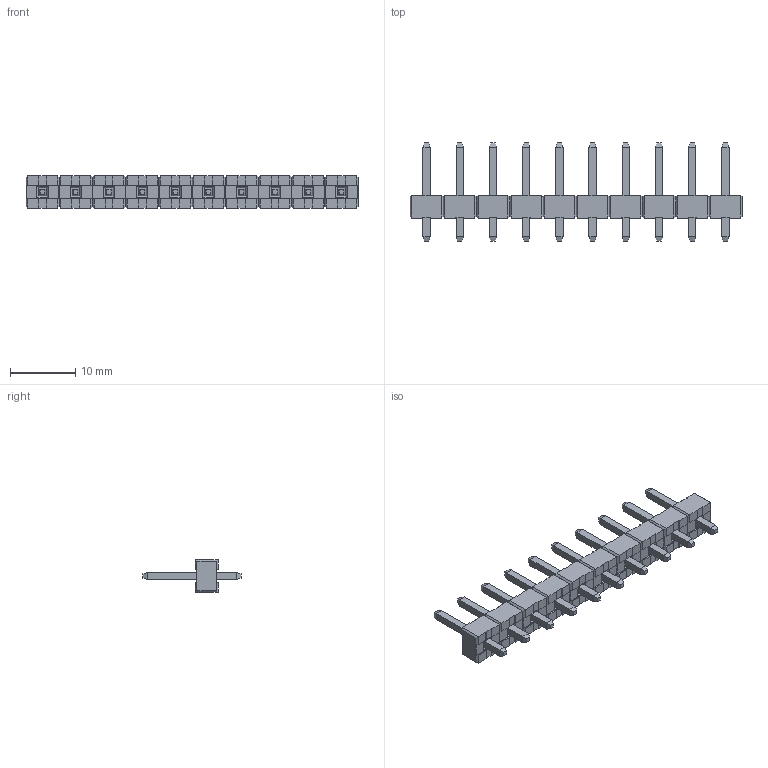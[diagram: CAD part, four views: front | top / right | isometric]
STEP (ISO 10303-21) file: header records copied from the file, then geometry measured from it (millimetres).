
FILE_DESCRIPTION( ('This file contains a STEP AP42 implementation' ,'as created by ZW3D STEP Interface translator.') ,'2;1' );
FILE_NAME( '1935-1110XXS150XXXX.stp' ,'23 321.1012 3', (''), ('ZWCAD Software Co.'), 'Version 1.0', 'ZW3D to STEP translator', '' );
FILE_SCHEMA(('AUTOMOTIVE_DESIGN { 1 0 10303 214 1 1 1 1 }'));
Length unit declared in the file: millimetre
Products named in the file (2): 0; 1935-1120XXS150XXXX
Bounding box: 50.8 x 15 x 5 mm (x, y, z)
Volume: 979.4 mm3; surface area: 1744.5 mm2
Topology: 11 solids, 11 shells, 582 faces, 1444 edges, 884 vertices
Faces by surface type: plane 582
Entity records: 17219 total; most frequent: CARTESIAN_POINT 2911, ORIENTED_EDGE 2888, DIRECTION 2610, VECTOR 1444, LINE 1444, EDGE_CURVE 1444, VERTEX_POINT 884, EDGE_LOOP 602
